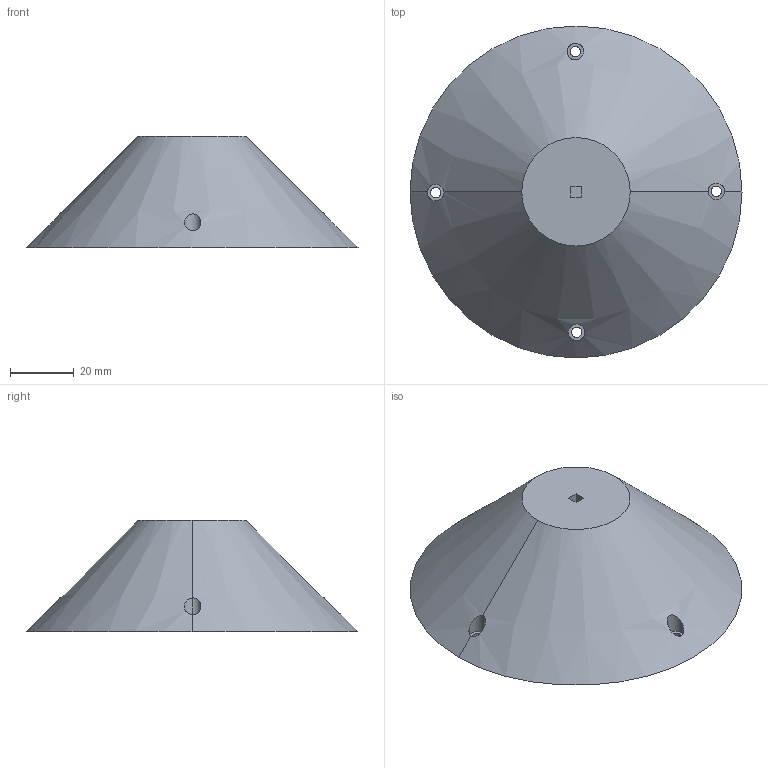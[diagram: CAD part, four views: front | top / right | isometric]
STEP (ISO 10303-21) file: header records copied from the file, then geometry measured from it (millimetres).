
FILE_DESCRIPTION (( 'STEP AP203' ), '1' );
FILE_NAME ('Base Central.step_Predeterminado_sldprt.STEP', '2025-01-30T00:13:26', ( '' ), ( '' ), 'SwSTEP 2.0', 'SolidWorks 2025', '' );
FILE_SCHEMA (( 'CONFIG_CONTROL_DESIGN' ));
Length unit declared in the file: millimetre
Products named in the file (1): Base Central.step_Predeterminado_sldprt
Bounding box: 104.14 x 104.14 x 35.07 mm (x, y, z)
Volume: 141871.1 mm3; surface area: 20913.7 mm2
Topology: 1 solids, 1 shells, 29 faces, 76 edges, 52 vertices
Faces by surface type: cylinder 16, plane 11, cone 2
Entity records: 1495 total; most frequent: CARTESIAN_POINT 682, ORIENTED_EDGE 152, DIRECTION 148, EDGE_CURVE 76, AXIS2_PLACEMENT_3D 58, VERTEX_POINT 52, EDGE_LOOP 40, LINE 32
